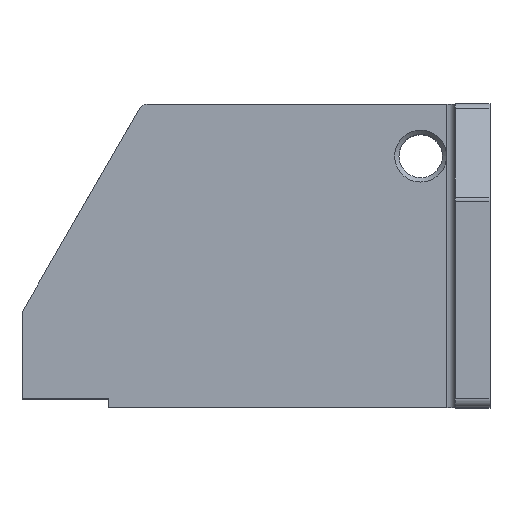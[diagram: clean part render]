
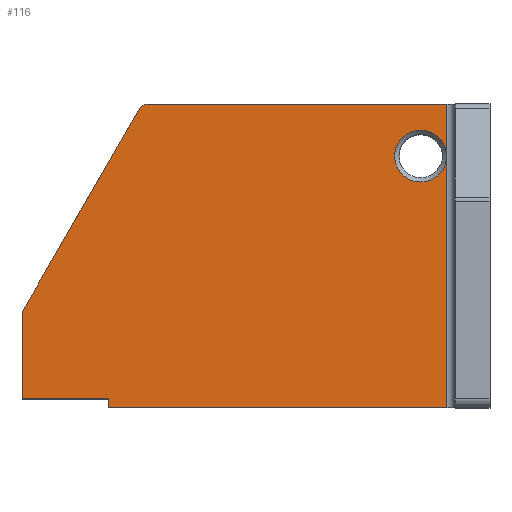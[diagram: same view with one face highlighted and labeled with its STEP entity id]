
A CAD part, top view. The second image highlights one B-rep face of the part: STEP entity #116.
In plain terms, the highlighted planar face has unit normal (0, 0, 1).
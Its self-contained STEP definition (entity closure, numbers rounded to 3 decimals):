
#116=ADVANCED_FACE('',(#522),#524,.T.);
#522=FACE_BOUND('',#523,.T.);
#523=EDGE_LOOP('',(#894,#895,#896,#897,#898,#899,#900,#901,#902,#903));
#524=PLANE('',#525);
#525=AXIS2_PLACEMENT_3D('',#526,#527,#528);
#526=CARTESIAN_POINT('',(0.,0.,13.));
#527=DIRECTION('',(0.,0.,1.));
#528=DIRECTION('',(1.,0.,0.));
#894=ORIENTED_EDGE('',*,*,#1132,.F.);
#895=ORIENTED_EDGE('',*,*,#1133,.T.);
#896=ORIENTED_EDGE('',*,*,#1134,.T.);
#897=ORIENTED_EDGE('',*,*,#1135,.T.);
#898=ORIENTED_EDGE('',*,*,#1136,.T.);
#899=ORIENTED_EDGE('',*,*,#1108,.T.);
#900=ORIENTED_EDGE('',*,*,#1137,.F.);
#901=ORIENTED_EDGE('',*,*,#1138,.T.);
#902=ORIENTED_EDGE('',*,*,#1139,.F.);
#903=ORIENTED_EDGE('',*,*,#1102,.T.);
#1102=EDGE_CURVE('',#1249,#1247,#1250,.T.);
#1108=EDGE_CURVE('',#1261,#1258,#1262,.T.);
#1132=EDGE_CURVE('',#1304,#1247,#1305,.F.);
#1133=EDGE_CURVE('',#1304,#1306,#1307,.T.);
#1134=EDGE_CURVE('',#1306,#1308,#1309,.T.);
#1135=EDGE_CURVE('',#1308,#1310,#1311,.T.);
#1136=EDGE_CURVE('',#1310,#1261,#1312,.T.);
#1137=EDGE_CURVE('',#1313,#1258,#1314,.F.);
#1138=EDGE_CURVE('',#1313,#1313,#1315,.F.);
#1139=EDGE_CURVE('',#1249,#1313,#1316,.F.);
#1247=VERTEX_POINT('',#1512);
#1249=VERTEX_POINT('',#1516);
#1250=LINE('',#1517,#1518);
#1258=VERTEX_POINT('',#1536);
#1261=VERTEX_POINT('',#1542);
#1262=LINE('',#1543,#1544);
#1304=VERTEX_POINT('',#1638);
#1305=CIRCLE('',#1639,1.);
#1306=VERTEX_POINT('',#1643);
#1307=LINE('',#1644,#1645);
#1308=VERTEX_POINT('',#1647);
#1309=LINE('',#1648,#1649);
#1310=VERTEX_POINT('',#1651);
#1311=LINE('',#1652,#1653);
#1312=LINE('',#1655,#1656);
#1313=VERTEX_POINT('',#1658);
#1314=LINE('',#1659,#1660);
#1315=CIRCLE('',#1662,3.);
#1316=LINE('',#1666,#1667);
#1512=CARTESIAN_POINT('',(-11.566,35.,13.));
#1516=CARTESIAN_POINT('',(23.,35.,13.));
#1517=CARTESIAN_POINT('',(23.,35.,13.));
#1518=VECTOR('',#1519,1.);
#1519=DIRECTION('',(-1.,0.,0.));
#1536=CARTESIAN_POINT('',(23.,0.,13.));
#1542=CARTESIAN_POINT('',(-16.,0.,13.));
#1543=CARTESIAN_POINT('',(-16.,0.,13.));
#1544=VECTOR('',#1545,1.);
#1545=DIRECTION('',(1.,0.,0.));
#1638=CARTESIAN_POINT('',(-12.432,34.5,13.));
#1639=AXIS2_PLACEMENT_3D('',#1640,#1641,#1642);
#1640=CARTESIAN_POINT('',(-11.566,34.,13.));
#1641=DIRECTION('',(0.,0.,1.));
#1642=DIRECTION('',(0.,1.,0.));
#1643=CARTESIAN_POINT('',(-26.,11.,13.));
#1644=CARTESIAN_POINT('',(-12.432,34.5,13.));
#1645=VECTOR('',#1646,1.);
#1646=DIRECTION('',(-0.5,-0.866,0.));
#1647=CARTESIAN_POINT('',(-26.,1.,13.));
#1648=CARTESIAN_POINT('',(-26.,11.,13.));
#1649=VECTOR('',#1650,1.);
#1650=DIRECTION('',(0.,-1.,0.));
#1651=CARTESIAN_POINT('',(-16.,1.,13.));
#1652=CARTESIAN_POINT('',(-26.,1.,13.));
#1653=VECTOR('',#1654,1.);
#1654=DIRECTION('',(1.,0.,0.));
#1655=CARTESIAN_POINT('',(-16.,1.,13.));
#1656=VECTOR('',#1657,1.);
#1657=DIRECTION('',(0.,-1.,0.));
#1658=CARTESIAN_POINT('',(23.,29.,13.));
#1659=CARTESIAN_POINT('',(23.,0.,13.));
#1660=VECTOR('',#1661,1.);
#1661=DIRECTION('',(0.,1.,0.));
#1662=AXIS2_PLACEMENT_3D('',#1663,#1664,#1665);
#1663=CARTESIAN_POINT('',(20.,29.,13.));
#1664=DIRECTION('',(0.,0.,1.));
#1665=DIRECTION('',(1.,0.,0.));
#1666=CARTESIAN_POINT('',(23.,29.,13.));
#1667=VECTOR('',#1668,1.);
#1668=DIRECTION('',(0.,1.,0.));
